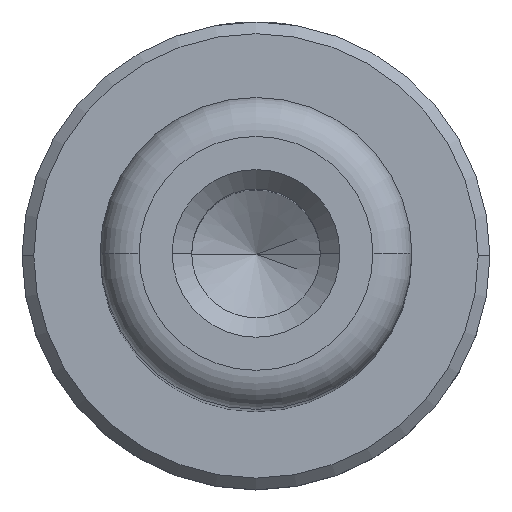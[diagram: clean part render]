
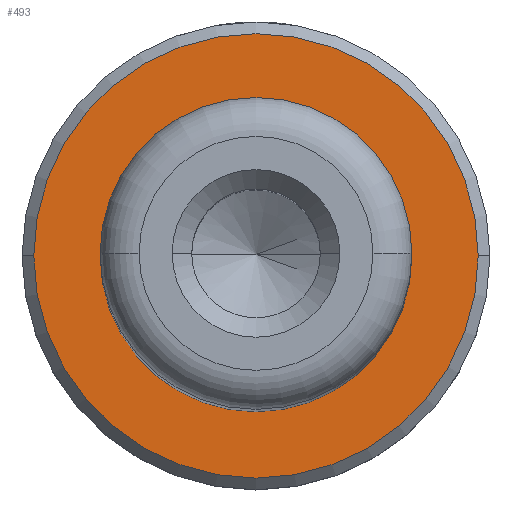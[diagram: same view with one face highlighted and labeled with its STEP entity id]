
A CAD part, top view. The second image highlights one B-rep face of the part: STEP entity #493.
In plain terms, the highlighted planar face has unit normal (0, 0, 1).
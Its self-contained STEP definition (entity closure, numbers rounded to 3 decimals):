
#57 = AXIS2_PLACEMENT_3D ( 'NONE', #1520, #1510, #1501 ) ;
#61 = EDGE_CURVE ( 'NONE', #1354, #1532, #236, .T. ) ;
#159 = CIRCLE ( 'NONE', #1969, 3.6 ) ;
#167 = FACE_OUTER_BOUND ( 'NONE', #225, .T. ) ;
#176 = DIRECTION ( 'NONE',  ( 0., 0., 1. ) ) ;
#179 = CARTESIAN_POINT ( 'NONE',  ( -5.7, 0., 11. ) ) ;
#188 = VERTEX_POINT ( 'NONE', #1705 ) ;
#225 = EDGE_LOOP ( 'NONE', ( #572, #667 ) ) ;
#236 = CIRCLE ( 'NONE', #1489, 5.7 ) ;
#272 = DIRECTION ( 'NONE',  ( 1., 0., 0. ) ) ;
#274 = CARTESIAN_POINT ( 'NONE',  ( 0., 0., 11. ) ) ;
#366 = DIRECTION ( 'NONE',  ( 0., 0., 1. ) ) ;
#433 = AXIS2_PLACEMENT_3D ( 'NONE', #583, #639, #553 ) ;
#493 = ADVANCED_FACE ( 'NONE', ( #167, #1121 ), #569, .T. ) ;
#553 = DIRECTION ( 'NONE',  ( 1., 0., 0. ) ) ;
#569 = PLANE ( 'NONE',  #433 ) ;
#572 = ORIENTED_EDGE ( 'NONE', *, *, #61, .T. ) ;
#583 = CARTESIAN_POINT ( 'NONE',  ( 0., 0., 11. ) ) ;
#639 = DIRECTION ( 'NONE',  ( 0., 0., 1. ) ) ;
#659 = EDGE_LOOP ( 'NONE', ( #1832, #911 ) ) ;
#667 = ORIENTED_EDGE ( 'NONE', *, *, #1298, .T. ) ;
#784 = CIRCLE ( 'NONE', #1313, 5.7 ) ;
#801 = EDGE_CURVE ( 'NONE', #188, #1406, #996, .T. ) ;
#854 = DIRECTION ( 'NONE',  ( 0., 0., -1. ) ) ;
#862 = CARTESIAN_POINT ( 'NONE',  ( 5.7, 0., 11. ) ) ;
#911 = ORIENTED_EDGE ( 'NONE', *, *, #801, .T. ) ;
#983 = CARTESIAN_POINT ( 'NONE',  ( -3.6, 0., 11. ) ) ;
#996 = CIRCLE ( 'NONE', #57, 3.6 ) ;
#1119 = CARTESIAN_POINT ( 'NONE',  ( 0., 0., 11. ) ) ;
#1121 = FACE_BOUND ( 'NONE', #659, .T. ) ;
#1278 = DIRECTION ( 'NONE',  ( 1., 0., 0. ) ) ;
#1298 = EDGE_CURVE ( 'NONE', #1532, #1354, #784, .T. ) ;
#1313 = AXIS2_PLACEMENT_3D ( 'NONE', #1119, #176, #1278 ) ;
#1354 = VERTEX_POINT ( 'NONE', #179 ) ;
#1406 = VERTEX_POINT ( 'NONE', #983 ) ;
#1489 = AXIS2_PLACEMENT_3D ( 'NONE', #274, #366, #272 ) ;
#1493 = EDGE_CURVE ( 'NONE', #1406, #188, #159, .T. ) ;
#1501 = DIRECTION ( 'NONE',  ( -1., 0., 0. ) ) ;
#1510 = DIRECTION ( 'NONE',  ( 0., 0., -1. ) ) ;
#1520 = CARTESIAN_POINT ( 'NONE',  ( 0., 0., 11. ) ) ;
#1532 = VERTEX_POINT ( 'NONE', #862 ) ;
#1705 = CARTESIAN_POINT ( 'NONE',  ( 3.6, 0., 11. ) ) ;
#1795 = CARTESIAN_POINT ( 'NONE',  ( 0., 0., 11. ) ) ;
#1832 = ORIENTED_EDGE ( 'NONE', *, *, #1493, .T. ) ;
#1964 = DIRECTION ( 'NONE',  ( -1., 0., 0. ) ) ;
#1969 = AXIS2_PLACEMENT_3D ( 'NONE', #1795, #854, #1964 ) ;
